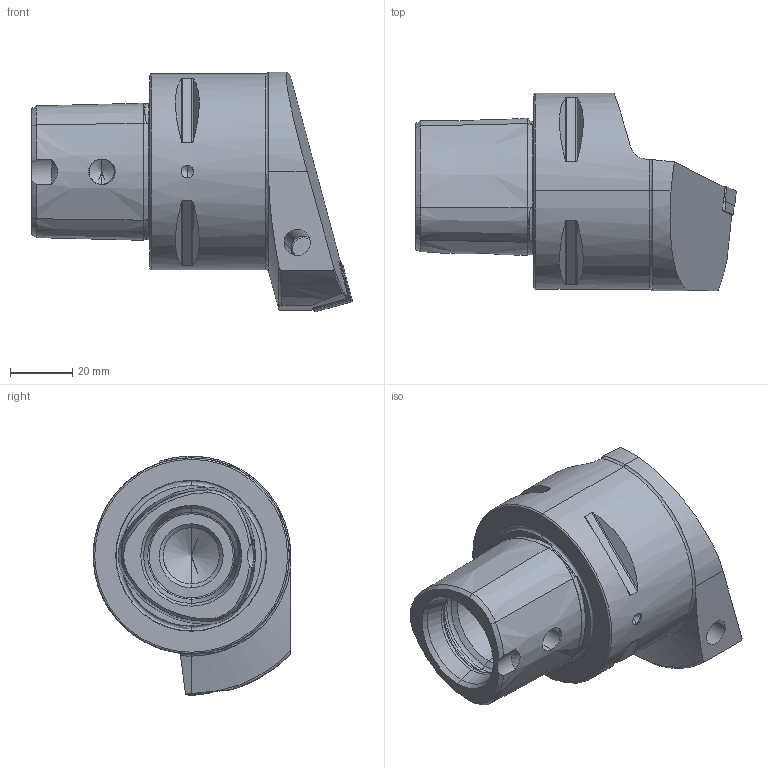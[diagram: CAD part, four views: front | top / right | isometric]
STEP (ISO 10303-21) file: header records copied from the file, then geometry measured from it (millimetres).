
FILE_DESCRIPTION (( 'STEP AP203' ), '1' );
FILE_NAME ('PS6-PSD.RBA.065.STEP', '2013-06-24T14:27:58', ( 'baer' ), ( 'Hewlett-Packard Company' ), 'SwSTEP 2.0', 'SolidWorks 2012', '' );
FILE_SCHEMA (( 'CONFIG_CONTROL_DESIGN' ));
Length unit declared in the file: millimetre
Products named in the file (8): PS6-PSD.RBA.065; KVT_MB_600_060; SNMG120404; WCD-ER4.101.017_A; WCD-ER3.101.000_A; WCD-ER1.101.000; WSD-ER2.101.003_A; PS6-PSD.RBA.065_A_Fertigbearbeitung
Assembly tree (7 placements, depth 2):
  PS6-PSD.RBA.065
    PS6-PSD.RBA.065_A_Fertigbearbeitung
    WSD-ER2.101.003_A
    WCD-ER1.101.000
    WCD-ER3.101.000_A
    WCD-ER4.101.017_A
    SNMG120404
    KVT_MB_600_060
Bounding box: 103 x 63.5 x 77 mm (x, y, z)
Volume: 169003.3 mm3; surface area: 31194.5 mm2
Topology: 8 solids, 8 shells, 310 faces, 748 edges, 449 vertices
Faces by surface type: cone 104, cylinder 83, plane 80, torus 40, sphere 2, bspline 1
Entity records: 10573 total; most frequent: CARTESIAN_POINT 2684, DIRECTION 1508, ORIENTED_EDGE 1466, EDGE_CURVE 733, AXIS2_PLACEMENT_3D 600, VERTEX_POINT 446, EDGE_LOOP 331, ADVANCED_FACE 310
